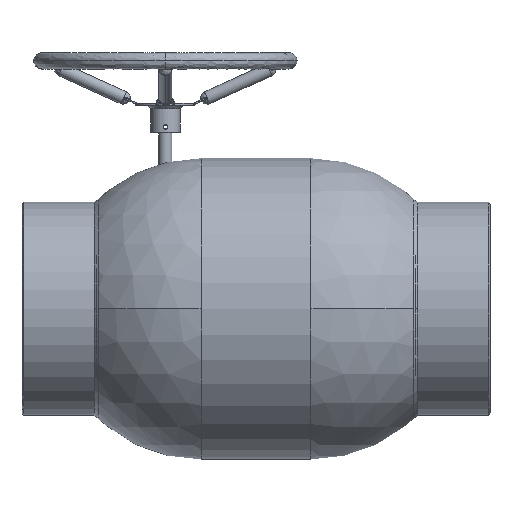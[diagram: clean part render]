
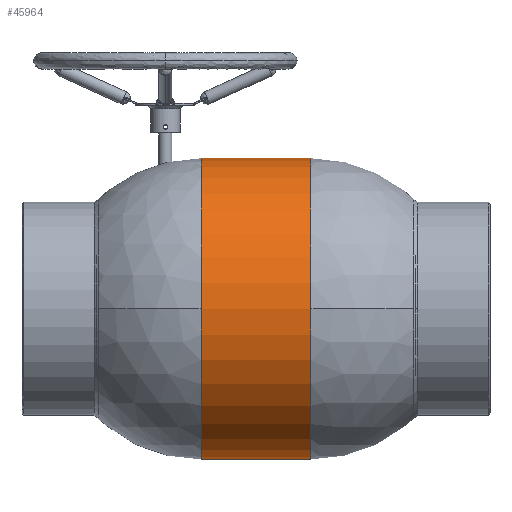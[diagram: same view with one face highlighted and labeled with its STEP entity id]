
A CAD part, front view. The second image highlights one B-rep face of the part: STEP entity #45964.
In plain terms, the highlighted cylindrical face has radius 228.5 mm (diameter 457 mm), a partial arc.
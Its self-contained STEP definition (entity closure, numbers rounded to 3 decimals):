
#45127 = EDGE_CURVE ( 'NONE', #45250, #45129, #77138, .T. ) ;
#45129 = VERTEX_POINT ( 'NONE', #77129 ) ;
#45244 = VERTEX_POINT ( 'NONE', #77238 ) ;
#45248 = EDGE_CURVE ( 'NONE', #45616, #45244, #77236, .T. ) ;
#45250 = VERTEX_POINT ( 'NONE', #77231 ) ;
#45288 = EDGE_CURVE ( 'NONE', #45616, #45250, #77315, .T. ) ;
#45319 = EDGE_CURVE ( 'NONE', #45129, #45748, #77373, .T. ) ;
#45616 = VERTEX_POINT ( 'NONE', #77606 ) ;
#45748 = VERTEX_POINT ( 'NONE', #77670 ) ;
#45752 = EDGE_CURVE ( 'NONE', #45754, #45748, #77669, .T. ) ;
#45754 = VERTEX_POINT ( 'NONE', #77665 ) ;
#45964 = ADVANCED_FACE ( 'NONE', ( #78065 ), #78004, .T. ) ;
#45966 = ORIENTED_EDGE ( 'NONE', *, *, #45288, .F. ) ;
#46015 = EDGE_CURVE ( 'NONE', #45244, #45754, #78215, .T. ) ;
#46018 = EDGE_LOOP ( 'NONE', ( #45966, #46063, #46066, #46041, #46042, #46044 ) ) ;
#46041 = ORIENTED_EDGE ( 'NONE', *, *, #45752, .T. ) ;
#46042 = ORIENTED_EDGE ( 'NONE', *, *, #45319, .F. ) ;
#46044 = ORIENTED_EDGE ( 'NONE', *, *, #45127, .F. ) ;
#46063 = ORIENTED_EDGE ( 'NONE', *, *, #45248, .T. ) ;
#46066 = ORIENTED_EDGE ( 'NONE', *, *, #46015, .T. ) ;
#77129 = CARTESIAN_POINT ( 'NONE',  ( -83.4, -228.5, 0. ) ) ;
#77130 = DIRECTION ( 'NONE',  ( 0., 0., 1. ) ) ;
#77131 = DIRECTION ( 'NONE',  ( -1., 0., 0. ) ) ;
#77132 = CARTESIAN_POINT ( 'NONE',  ( -83.4, 0., 0. ) ) ;
#77133 = AXIS2_PLACEMENT_3D ( 'NONE', #77132, #77131, #77130 ) ;
#77138 = CIRCLE ( 'NONE', #77133, 228.5 ) ;
#77231 = CARTESIAN_POINT ( 'NONE',  ( -83.4, 0., -228.5 ) ) ;
#77232 = DIRECTION ( 'NONE',  ( 0., 0., 1. ) ) ;
#77233 = DIRECTION ( 'NONE',  ( -1., 0., 0. ) ) ;
#77234 = CARTESIAN_POINT ( 'NONE',  ( 83.4, 0., 0. ) ) ;
#77235 = AXIS2_PLACEMENT_3D ( 'NONE', #77234, #77233, #77232 ) ;
#77236 = CIRCLE ( 'NONE', #77235, 228.5 ) ;
#77238 = CARTESIAN_POINT ( 'NONE',  ( 83.4, -228.5, 0. ) ) ;
#77312 = DIRECTION ( 'NONE',  ( -1., 0., 0. ) ) ;
#77313 = VECTOR ( 'NONE', #77312, 1000. ) ;
#77314 = CARTESIAN_POINT ( 'NONE',  ( -307.15, 0., -228.5 ) ) ;
#77315 = LINE ( 'NONE', #77314, #77313 ) ;
#77373 = CIRCLE ( 'NONE', #77421, 228.5 ) ;
#77418 = DIRECTION ( 'NONE',  ( 0., 0., 1. ) ) ;
#77419 = DIRECTION ( 'NONE',  ( -1., 0., 0. ) ) ;
#77420 = CARTESIAN_POINT ( 'NONE',  ( -83.4, 0., 0. ) ) ;
#77421 = AXIS2_PLACEMENT_3D ( 'NONE', #77420, #77419, #77418 ) ;
#77606 = CARTESIAN_POINT ( 'NONE',  ( 83.4, 0., -228.5 ) ) ;
#77665 = CARTESIAN_POINT ( 'NONE',  ( 83.4, 0., 228.5 ) ) ;
#77666 = DIRECTION ( 'NONE',  ( -1., 0., 0. ) ) ;
#77667 = VECTOR ( 'NONE', #77666, 1000. ) ;
#77668 = CARTESIAN_POINT ( 'NONE',  ( -307.15, 0., 228.5 ) ) ;
#77669 = LINE ( 'NONE', #77668, #77667 ) ;
#77670 = CARTESIAN_POINT ( 'NONE',  ( -83.4, 0., 228.5 ) ) ;
#78003 = CARTESIAN_POINT ( 'NONE',  ( -307.15, 0., 0. ) ) ;
#78004 = CYLINDRICAL_SURFACE ( 'NONE', #78035, 228.5 ) ;
#78033 = DIRECTION ( 'NONE',  ( 0., 0., 1. ) ) ;
#78034 = DIRECTION ( 'NONE',  ( -1., 0., 0. ) ) ;
#78035 = AXIS2_PLACEMENT_3D ( 'NONE', #78003, #78034, #78033 ) ;
#78065 = FACE_OUTER_BOUND ( 'NONE', #46018, .T. ) ;
#78211 = DIRECTION ( 'NONE',  ( 0., 0., 1. ) ) ;
#78212 = DIRECTION ( 'NONE',  ( -1., 0., 0. ) ) ;
#78213 = CARTESIAN_POINT ( 'NONE',  ( 83.4, 0., 0. ) ) ;
#78214 = AXIS2_PLACEMENT_3D ( 'NONE', #78213, #78212, #78211 ) ;
#78215 = CIRCLE ( 'NONE', #78214, 228.5 ) ;
